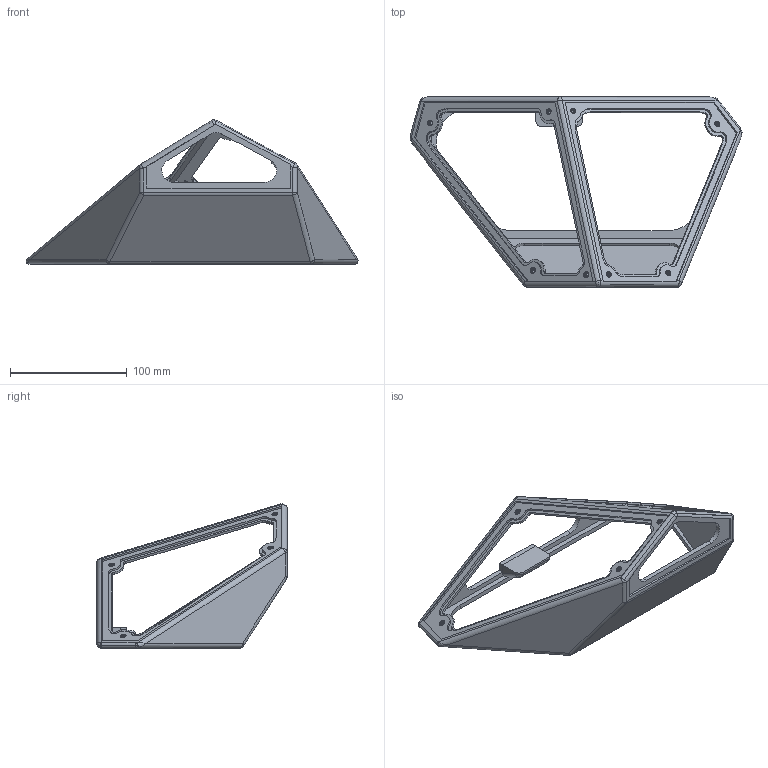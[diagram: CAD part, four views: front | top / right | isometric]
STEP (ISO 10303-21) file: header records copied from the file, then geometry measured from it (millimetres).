
FILE_DESCRIPTION(/* description */ (''),/* implementation_level */ '2;1');
FILE_NAME(/* name */ 'GRAM x PRISM REAL v0.1.step',/* time_stamp */ '2023-08-09T20:36:29-05:00',/* author */ (''),/* organization */ (''),/* preprocessor_version */ 'ST-DEVELOPER v19.2',/* originating_system */ 'Autodesk Translation Framework v12.4.0.73',/* authorisation */ '');
FILE_SCHEMA (('AUTOMOTIVE_DESIGN { 1 0 10303 214 3 1 1 }'));
Length unit declared in the file: millimetre
Products named in the file (3): GRAM x PRISM REAL; frame; corepure (1)
Assembly tree (2 placements, depth 3):
  GRAM x PRISM REAL
    frame
      corepure (1)
Bounding box: 284.98 x 163.57 x 123.98 mm (x, y, z)
Volume: 214315.2 mm3; surface area: 108649.4 mm2
Topology: 1 solids, 7 shells, 419 faces, 1153 edges, 746 vertices
Faces by surface type: cylinder 199, plane 186, bspline 24, sphere 10
Full cylindrical faces by diameter (mm): 4.234 x24, 5.12 x16
Entity records: 20947 total; most frequent: CARTESIAN_POINT 10516, ORIENTED_EDGE 2296, DIRECTION 1966, EDGE_CURVE 1148, VERTEX_POINT 746, LINE 666, VECTOR 666, AXIS2_PLACEMENT_3D 650
